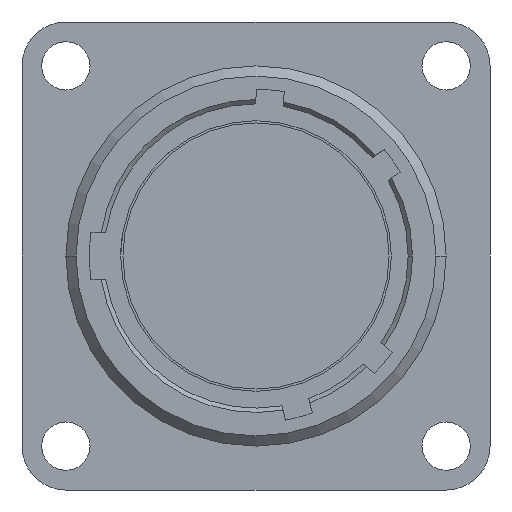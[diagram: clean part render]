
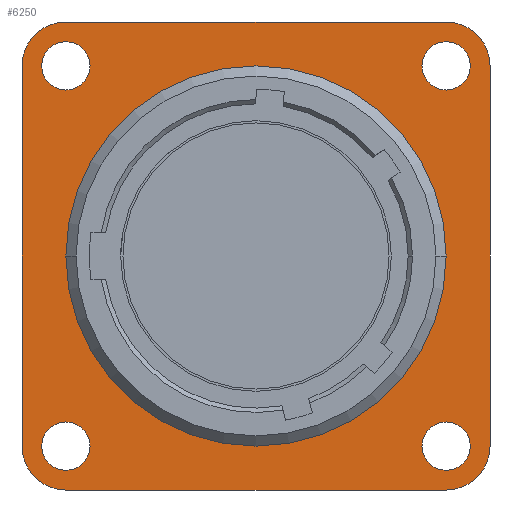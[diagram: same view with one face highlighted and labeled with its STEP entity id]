
A CAD part, left-side view. The second image highlights one B-rep face of the part: STEP entity #6250.
In plain terms, the highlighted planar face has unit normal (-1, 0, 0).
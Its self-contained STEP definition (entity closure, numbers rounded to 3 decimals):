
#4750=CARTESIAN_POINT('',(-12.5,16.5,0.));
#4760=DIRECTION('',(-1.,0.,0.));
#4770=DIRECTION('',(0.,1.,0.));
#4780=AXIS2_PLACEMENT_3D('',#4750,#4760,#4770);
#4790=PLANE('',#4780);
#4800=CARTESIAN_POINT('',(-12.5,16.,0.));
#4810=DIRECTION('',(0.,0.,1.));
#4820=VECTOR('',#4810,1.);
#4830=LINE('',#4800,#4820);
#4840=CARTESIAN_POINT('',(-12.5,16.,-13.));
#4850=VERTEX_POINT('',#4840);
#4860=CARTESIAN_POINT('',(-12.5,16.,13.));
#4870=VERTEX_POINT('',#4860);
#4880=EDGE_CURVE('',#4850,#4870,#4830,.T.);
#4890=ORIENTED_EDGE('',*,*,#4880,.F.);
#4900=CARTESIAN_POINT('',(-12.5,13.,13.));
#4910=DIRECTION('',(1.,0.,0.));
#4920=DIRECTION('',(0.,0.,-1.));
#4930=AXIS2_PLACEMENT_3D('',#4900,#4910,#4920);
#4940=CIRCLE('',#4930,3.);
#4950=CARTESIAN_POINT('',(-12.5,13.,16.));
#4960=VERTEX_POINT('',#4950);
#4970=EDGE_CURVE('',#4870,#4960,#4940,.T.);
#4980=ORIENTED_EDGE('',*,*,#4970,.F.);
#4990=CARTESIAN_POINT('',(-12.5,0.,16.));
#5000=DIRECTION('',(0.,-1.,0.));
#5010=VECTOR('',#5000,1.);
#5020=LINE('',#4990,#5010);
#5030=CARTESIAN_POINT('',(-12.5,-13.,16.));
#5040=VERTEX_POINT('',#5030);
#5050=EDGE_CURVE('',#4960,#5040,#5020,.T.);
#5060=ORIENTED_EDGE('',*,*,#5050,.F.);
#5070=CARTESIAN_POINT('',(-12.5,-13.,13.));
#5080=DIRECTION('',(1.,0.,0.));
#5090=DIRECTION('',(0.,0.,-1.));
#5100=AXIS2_PLACEMENT_3D('',#5070,#5080,#5090);
#5110=CIRCLE('',#5100,3.);
#5120=CARTESIAN_POINT('',(-12.5,-16.,13.));
#5130=VERTEX_POINT('',#5120);
#5140=EDGE_CURVE('',#5040,#5130,#5110,.T.);
#5150=ORIENTED_EDGE('',*,*,#5140,.F.);
#5160=CARTESIAN_POINT('',(-12.5,-16.,0.));
#5170=DIRECTION('',(0.,0.,-1.));
#5180=VECTOR('',#5170,1.);
#5190=LINE('',#5160,#5180);
#5200=CARTESIAN_POINT('',(-12.5,-16.,-13.));
#5210=VERTEX_POINT('',#5200);
#5220=EDGE_CURVE('',#5130,#5210,#5190,.T.);
#5230=ORIENTED_EDGE('',*,*,#5220,.F.);
#5240=CARTESIAN_POINT('',(-12.5,-13.,-13.));
#5250=DIRECTION('',(1.,0.,0.));
#5260=DIRECTION('',(0.,0.,-1.));
#5270=AXIS2_PLACEMENT_3D('',#5240,#5250,#5260);
#5280=CIRCLE('',#5270,3.);
#5290=CARTESIAN_POINT('',(-12.5,-13.,-16.));
#5300=VERTEX_POINT('',#5290);
#5310=EDGE_CURVE('',#5210,#5300,#5280,.T.);
#5320=ORIENTED_EDGE('',*,*,#5310,.F.);
#5330=CARTESIAN_POINT('',(-12.5,0.,-16.));
#5340=DIRECTION('',(0.,1.,0.));
#5350=VECTOR('',#5340,1.);
#5360=LINE('',#5330,#5350);
#5370=CARTESIAN_POINT('',(-12.5,13.,-16.));
#5380=VERTEX_POINT('',#5370);
#5390=EDGE_CURVE('',#5300,#5380,#5360,.T.);
#5400=ORIENTED_EDGE('',*,*,#5390,.F.);
#5410=CARTESIAN_POINT('',(-12.5,13.,-13.));
#5420=DIRECTION('',(1.,0.,0.));
#5430=DIRECTION('',(0.,0.,-1.));
#5440=AXIS2_PLACEMENT_3D('',#5410,#5420,#5430);
#5450=CIRCLE('',#5440,3.);
#5460=EDGE_CURVE('',#5380,#4850,#5450,.T.);
#5470=ORIENTED_EDGE('',*,*,#5460,.F.);
#5480=EDGE_LOOP('',(#5470,#5400,#5320,#5230,#5150,#5060,#4980,#4890));
#5490=FACE_OUTER_BOUND('',#5480,.T.);
#5500=CARTESIAN_POINT('',(-12.5,0.,0.));
#5510=DIRECTION('',(1.,0.,0.));
#5520=DIRECTION('',(0.,1.,0.));
#5530=AXIS2_PLACEMENT_3D('',#5500,#5510,#5520);
#5540=CIRCLE('',#5530,13.);
#5550=CARTESIAN_POINT('',(-12.5,13.,0.));
#5560=VERTEX_POINT('',#5550);
#5570=CARTESIAN_POINT('',(-12.5,-13.,0.));
#5580=VERTEX_POINT('',#5570);
#5590=EDGE_CURVE('',#5560,#5580,#5540,.T.);
#5600=ORIENTED_EDGE('',*,*,#5590,.T.);
#5610=EDGE_CURVE('',#5580,#5560,#5540,.T.);
#5620=ORIENTED_EDGE('',*,*,#5610,.T.);
#5630=EDGE_LOOP('',(#5620,#5600));
#5640=FACE_BOUND('',#5630,.T.);
#5650=CARTESIAN_POINT('',(-12.5,-13.,-13.));
#5660=DIRECTION('',(1.,0.,0.));
#5670=DIRECTION('',(0.,0.,1.));
#5680=AXIS2_PLACEMENT_3D('',#5650,#5660,#5670);
#5690=CIRCLE('',#5680,1.65);
#5700=CARTESIAN_POINT('',(-12.5,-13.,-11.35));
#5710=VERTEX_POINT('',#5700);
#5720=CARTESIAN_POINT('',(-12.5,-13.,-14.65));
#5730=VERTEX_POINT('',#5720);
#5740=EDGE_CURVE('',#5710,#5730,#5690,.T.);
#5750=ORIENTED_EDGE('',*,*,#5740,.T.);
#5760=EDGE_CURVE('',#5730,#5710,#5690,.T.);
#5770=ORIENTED_EDGE('',*,*,#5760,.T.);
#5780=EDGE_LOOP('',(#5770,#5750));
#5790=FACE_BOUND('',#5780,.T.);
#5800=CARTESIAN_POINT('',(-12.5,13.,-13.));
#5810=DIRECTION('',(-1.,0.,0.));
#5820=DIRECTION('',(0.,0.,1.));
#5830=AXIS2_PLACEMENT_3D('',#5800,#5810,#5820);
#5840=CIRCLE('',#5830,1.65);
#5850=CARTESIAN_POINT('',(-12.5,13.,-11.35));
#5860=VERTEX_POINT('',#5850);
#5870=CARTESIAN_POINT('',(-12.5,13.,-14.65));
#5880=VERTEX_POINT('',#5870);
#5890=EDGE_CURVE('',#5860,#5880,#5840,.T.);
#5900=ORIENTED_EDGE('',*,*,#5890,.F.);
#5910=EDGE_CURVE('',#5880,#5860,#5840,.T.);
#5920=ORIENTED_EDGE('',*,*,#5910,.F.);
#5930=EDGE_LOOP('',(#5920,#5900));
#5940=FACE_BOUND('',#5930,.T.);
#5950=CARTESIAN_POINT('',(-12.5,13.,13.));
#5960=DIRECTION('',(1.,0.,0.));
#5970=DIRECTION('',(0.,0.,-1.));
#5980=AXIS2_PLACEMENT_3D('',#5950,#5960,#5970);
#5990=CIRCLE('',#5980,1.65);
#6000=CARTESIAN_POINT('',(-12.5,13.,11.35));
#6010=VERTEX_POINT('',#6000);
#6020=CARTESIAN_POINT('',(-12.5,13.,14.65));
#6030=VERTEX_POINT('',#6020);
#6040=EDGE_CURVE('',#6010,#6030,#5990,.T.);
#6050=ORIENTED_EDGE('',*,*,#6040,.T.);
#6060=EDGE_CURVE('',#6030,#6010,#5990,.T.);
#6070=ORIENTED_EDGE('',*,*,#6060,.T.);
#6080=EDGE_LOOP('',(#6070,#6050));
#6090=FACE_BOUND('',#6080,.T.);
#6100=CARTESIAN_POINT('',(-12.5,-13.,13.));
#6110=DIRECTION('',(-1.,0.,0.));
#6120=DIRECTION('',(0.,0.,-1.));
#6130=AXIS2_PLACEMENT_3D('',#6100,#6110,#6120);
#6140=CIRCLE('',#6130,1.65);
#6150=CARTESIAN_POINT('',(-12.5,-13.,11.35));
#6160=VERTEX_POINT('',#6150);
#6170=CARTESIAN_POINT('',(-12.5,-13.,14.65));
#6180=VERTEX_POINT('',#6170);
#6190=EDGE_CURVE('',#6160,#6180,#6140,.T.);
#6200=ORIENTED_EDGE('',*,*,#6190,.F.);
#6210=EDGE_CURVE('',#6180,#6160,#6140,.T.);
#6220=ORIENTED_EDGE('',*,*,#6210,.F.);
#6230=EDGE_LOOP('',(#6220,#6200));
#6240=FACE_BOUND('',#6230,.T.);
#6250=ADVANCED_FACE('',(#5490,#5640,#5790,#5940,#6090,#6240),#4790,.T.);
